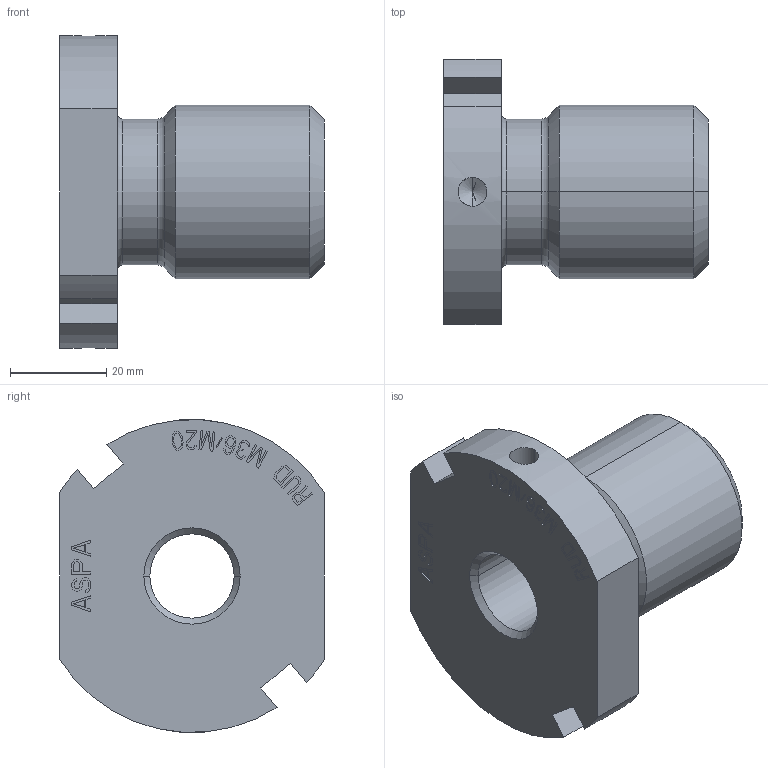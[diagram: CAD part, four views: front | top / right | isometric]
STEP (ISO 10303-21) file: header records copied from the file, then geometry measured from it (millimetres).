
FILE_DESCRIPTION((''),'2;1');
FILE_NAME('001-M32236-P-5','2014-06-04T',('Andreas.Wendler'),(''),'PRO/ENGINEER BY PARAMETRIC TECHNOLOGY CORPORATION, 2010140','PRO/ENGINEER BY PARAMETRIC TECHNOLOGY CORPORATION, 2010140','');
FILE_SCHEMA(('CONFIG_CONTROL_DESIGN'));
Length unit declared in the file: millimetre
Products named in the file (1): 001-M32236-P-5
Bounding box: 55 x 55 x 65 mm (x, y, z)
Volume: 62020.3 mm3; surface area: 16417.4 mm2
Topology: 1 solids, 1 shells, 459 faces, 1291 edges, 854 vertices
Faces by surface type: plane 429, cylinder 14, cone 12, torus 4
Entity records: 14569 total; most frequent: CARTESIAN_POINT 2648, ORIENTED_EDGE 2574, DIRECTION 2243, EDGE_CURVE 1287, VECTOR 1241, LINE 1241, VERTEX_POINT 854, AXIS2_PLACEMENT_3D 501
